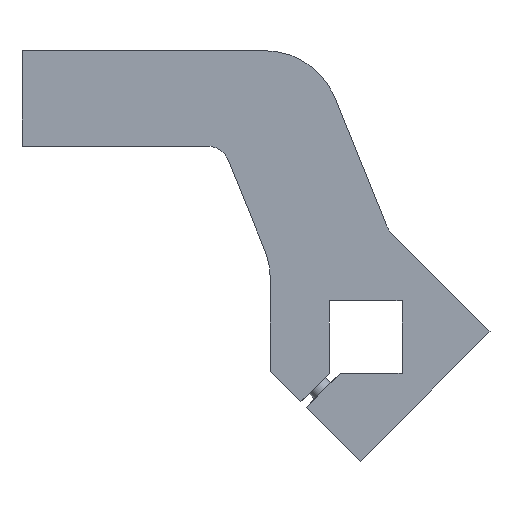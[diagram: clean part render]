
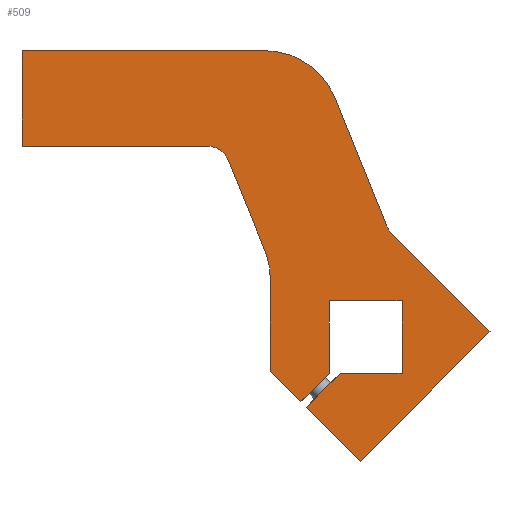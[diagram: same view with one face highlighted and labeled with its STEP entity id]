
A CAD part, left-side view. The second image highlights one B-rep face of the part: STEP entity #509.
In plain terms, the highlighted planar face has unit normal (-1, 0, 0).
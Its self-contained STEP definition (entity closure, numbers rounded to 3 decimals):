
#27=PLANE('',#566);
#49=FACE_OUTER_BOUND('',#78,.T.);
#78=EDGE_LOOP('',(#384,#385,#386,#387,#388,#389,#390,#391,#392,#393,#394,
#395,#396,#397,#398,#399,#400,#401,#402,#403));
#103=LINE('',#743,#159);
#108=LINE('',#758,#164);
#114=LINE('',#779,#170);
#118=LINE('',#791,#174);
#119=LINE('',#794,#175);
#120=LINE('',#795,#176);
#121=LINE('',#797,#177);
#122=LINE('',#799,#178);
#123=LINE('',#801,#179);
#124=LINE('',#803,#180);
#125=LINE('',#805,#181);
#126=LINE('',#807,#182);
#127=LINE('',#809,#183);
#128=LINE('',#811,#184);
#129=LINE('',#813,#185);
#130=LINE('',#814,#186);
#159=VECTOR('',#601,10.);
#164=VECTOR('',#614,10.);
#170=VECTOR('',#634,10.);
#174=VECTOR('',#646,10.);
#175=VECTOR('',#649,10.);
#176=VECTOR('',#650,10.);
#177=VECTOR('',#651,10.);
#178=VECTOR('',#652,10.);
#179=VECTOR('',#653,10.);
#180=VECTOR('',#654,10.);
#181=VECTOR('',#655,10.);
#182=VECTOR('',#656,10.);
#183=VECTOR('',#657,10.);
#184=VECTOR('',#658,10.);
#185=VECTOR('',#659,10.);
#186=VECTOR('',#660,10.);
#213=CIRCLE('',#548,6.);
#215=CIRCLE('',#552,6.);
#220=CIRCLE('',#559,20.);
#222=CIRCLE('',#563,20.);
#229=VERTEX_POINT('',#733);
#230=VERTEX_POINT('',#734);
#233=VERTEX_POINT('',#742);
#235=VERTEX_POINT('',#748);
#236=VERTEX_POINT('',#749);
#239=VERTEX_POINT('',#757);
#244=VERTEX_POINT('',#769);
#245=VERTEX_POINT('',#770);
#248=VERTEX_POINT('',#781);
#249=VERTEX_POINT('',#782);
#252=VERTEX_POINT('',#793);
#253=VERTEX_POINT('',#796);
#254=VERTEX_POINT('',#798);
#255=VERTEX_POINT('',#800);
#256=VERTEX_POINT('',#802);
#257=VERTEX_POINT('',#804);
#258=VERTEX_POINT('',#806);
#259=VERTEX_POINT('',#808);
#260=VERTEX_POINT('',#810);
#261=VERTEX_POINT('',#812);
#277=EDGE_CURVE('',#229,#230,#213,.T.);
#281=EDGE_CURVE('',#233,#230,#103,.T.);
#284=EDGE_CURVE('',#235,#236,#215,.T.);
#288=EDGE_CURVE('',#239,#236,#108,.T.);
#294=EDGE_CURVE('',#244,#245,#220,.T.);
#299=EDGE_CURVE('',#235,#245,#114,.T.);
#300=EDGE_CURVE('',#248,#249,#222,.T.);
#305=EDGE_CURVE('',#229,#249,#118,.T.);
#306=EDGE_CURVE('',#248,#252,#119,.T.);
#307=EDGE_CURVE('',#252,#239,#120,.T.);
#308=EDGE_CURVE('',#244,#253,#121,.T.);
#309=EDGE_CURVE('',#253,#254,#122,.T.);
#310=EDGE_CURVE('',#254,#255,#123,.T.);
#311=EDGE_CURVE('',#255,#256,#124,.T.);
#312=EDGE_CURVE('',#256,#257,#125,.T.);
#313=EDGE_CURVE('',#257,#258,#126,.T.);
#314=EDGE_CURVE('',#258,#259,#127,.T.);
#315=EDGE_CURVE('',#259,#260,#128,.T.);
#316=EDGE_CURVE('',#260,#261,#129,.T.);
#317=EDGE_CURVE('',#261,#233,#130,.T.);
#384=ORIENTED_EDGE('',*,*,#300,.F.);
#385=ORIENTED_EDGE('',*,*,#306,.T.);
#386=ORIENTED_EDGE('',*,*,#307,.T.);
#387=ORIENTED_EDGE('',*,*,#288,.T.);
#388=ORIENTED_EDGE('',*,*,#284,.F.);
#389=ORIENTED_EDGE('',*,*,#299,.T.);
#390=ORIENTED_EDGE('',*,*,#294,.F.);
#391=ORIENTED_EDGE('',*,*,#308,.T.);
#392=ORIENTED_EDGE('',*,*,#309,.T.);
#393=ORIENTED_EDGE('',*,*,#310,.T.);
#394=ORIENTED_EDGE('',*,*,#311,.T.);
#395=ORIENTED_EDGE('',*,*,#312,.T.);
#396=ORIENTED_EDGE('',*,*,#313,.T.);
#397=ORIENTED_EDGE('',*,*,#314,.T.);
#398=ORIENTED_EDGE('',*,*,#315,.T.);
#399=ORIENTED_EDGE('',*,*,#316,.T.);
#400=ORIENTED_EDGE('',*,*,#317,.T.);
#401=ORIENTED_EDGE('',*,*,#281,.T.);
#402=ORIENTED_EDGE('',*,*,#277,.F.);
#403=ORIENTED_EDGE('',*,*,#305,.T.);
#509=ADVANCED_FACE('',(#49),#27,.T.);
#548=AXIS2_PLACEMENT_3D('',#735,#593,#594);
#552=AXIS2_PLACEMENT_3D('',#750,#606,#607);
#559=AXIS2_PLACEMENT_3D('',#771,#625,#626);
#563=AXIS2_PLACEMENT_3D('',#783,#637,#638);
#566=AXIS2_PLACEMENT_3D('',#792,#647,#648);
#593=DIRECTION('center_axis',(-1.,0.,0.));
#594=DIRECTION('ref_axis',(0.,0.834,-0.552));
#601=DIRECTION('',(0.,0.707,0.707));
#606=DIRECTION('center_axis',(-1.,0.,0.));
#607=DIRECTION('ref_axis',(0.,-0.559,0.829));
#614=DIRECTION('',(0.,-1.,0.));
#625=DIRECTION('center_axis',(-1.,0.,0.));
#626=DIRECTION('ref_axis',(0.,-0.982,0.191));
#634=DIRECTION('',(0.,-0.375,-0.927));
#637=DIRECTION('center_axis',(1.,0.,0.));
#638=DIRECTION('ref_axis',(0.,-0.559,0.829));
#646=DIRECTION('',(0.,0.375,0.927));
#647=DIRECTION('center_axis',(-1.,0.,0.));
#648=DIRECTION('ref_axis',(0.,0.,1.));
#649=DIRECTION('',(0.,1.,0.));
#650=DIRECTION('',(0.,0.,-1.));
#651=DIRECTION('',(0.,0.,-1.));
#652=DIRECTION('',(0.,-0.707,-0.707));
#653=DIRECTION('',(0.,-0.707,0.707));
#654=DIRECTION('',(0.,0.,1.));
#655=DIRECTION('',(0.,-1.,0.));
#656=DIRECTION('',(0.,0.,-1.));
#657=DIRECTION('',(0.,1.,0.));
#658=DIRECTION('',(0.,0.707,-0.707));
#659=DIRECTION('',(0.,-0.707,-0.707));
#660=DIRECTION('',(0.,-0.707,0.707));
#733=CARTESIAN_POINT('',(-10.,-5.488,29.127));
#734=CARTESIAN_POINT('',(-10.,-6.809,27.132));
#735=CARTESIAN_POINT('Origin',(-10.,-11.051,31.375));
#742=CARTESIAN_POINT('',(-10.,-32.527,1.414));
#743=CARTESIAN_POINT('',(-10.,-16.971,16.971));
#748=CARTESIAN_POINT('',(-10.,35.942,46.248));
#749=CARTESIAN_POINT('',(-10.,41.505,50.));
#750=CARTESIAN_POINT('Origin',(-10.,41.505,44.));
#757=CARTESIAN_POINT('',(-10.,90.,50.));
#758=CARTESIAN_POINT('',(-10.,37.458,50.));
#769=CARTESIAN_POINT('',(-10.,25.,15.278));
#770=CARTESIAN_POINT('',(-10.,26.456,22.77));
#771=CARTESIAN_POINT('Origin',(-10.,45.,15.278));
#779=CARTESIAN_POINT('',(-10.,25.,19.166));
#781=CARTESIAN_POINT('',(-10.,26.536,75.));
#782=CARTESIAN_POINT('',(-10.,7.992,62.492));
#783=CARTESIAN_POINT('Origin',(-10.,26.536,55.));
#791=CARTESIAN_POINT('',(-10.,13.045,75.));
#792=CARTESIAN_POINT('Origin',(-10.,33.249,40.409));
#793=CARTESIAN_POINT('',(-10.,90.,75.));
#794=CARTESIAN_POINT('',(-10.,90.,75.));
#795=CARTESIAN_POINT('',(-10.,90.,50.));
#796=CARTESIAN_POINT('',(-10.,25.,-8.941));
#797=CARTESIAN_POINT('',(-10.,25.,-8.941));
#798=CARTESIAN_POINT('',(-10.,16.971,-16.971));
#799=CARTESIAN_POINT('',(-10.,16.971,-16.971));
#800=CARTESIAN_POINT('',(-10.,9.5,-9.5));
#801=CARTESIAN_POINT('',(-10.,15.888,-15.888));
#802=CARTESIAN_POINT('',(-10.,9.5,9.5));
#803=CARTESIAN_POINT('',(-10.,9.5,9.5));
#804=CARTESIAN_POINT('',(-10.,-9.5,9.5));
#805=CARTESIAN_POINT('',(-10.,-9.5,9.5));
#806=CARTESIAN_POINT('',(-10.,-9.5,-9.5));
#807=CARTESIAN_POINT('',(-10.,-9.5,24.955));
#808=CARTESIAN_POINT('',(-10.,6.672,-9.5));
#809=CARTESIAN_POINT('',(-10.,11.875,-9.5));
#810=CARTESIAN_POINT('',(-10.,15.556,-18.385));
#811=CARTESIAN_POINT('',(-10.,0.839,-3.667));
#812=CARTESIAN_POINT('',(-10.,1.414,-32.527));
#813=CARTESIAN_POINT('',(-10.,16.971,-16.971));
#814=CARTESIAN_POINT('',(-10.,-32.527,1.414));
